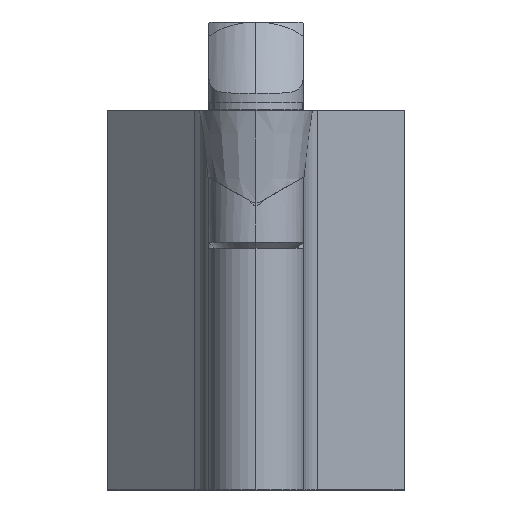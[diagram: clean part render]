
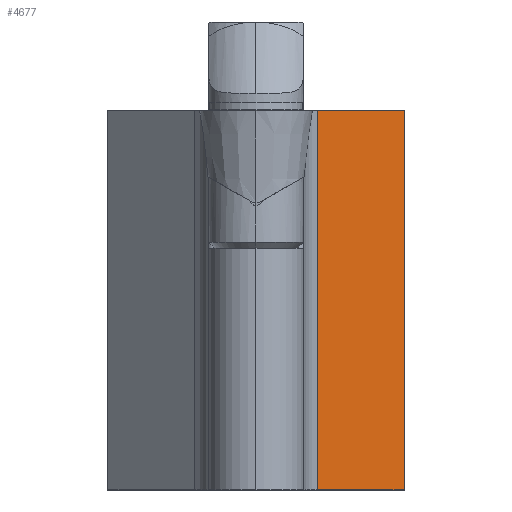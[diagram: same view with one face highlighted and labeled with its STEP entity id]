
A CAD part, left-side view. The second image highlights one B-rep face of the part: STEP entity #4677.
In plain terms, the highlighted planar face has unit normal (-0.707, -0.707, 0).
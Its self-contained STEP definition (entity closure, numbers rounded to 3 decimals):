
#707 = AXIS2_PLACEMENT_3D ( 'NONE', #3682, #8921, #7381 ) ;
#830 = CARTESIAN_POINT ( 'NONE',  ( 30.172, -5.172, 219.478 ) ) ;
#938 = VECTOR ( 'NONE', #8532, 1000. ) ;
#983 = CARTESIAN_POINT ( 'NONE',  ( 12.5, 12.5, 0. ) ) ;
#1187 = LINE ( 'NONE', #4917, #938 ) ;
#1293 = CARTESIAN_POINT ( 'NONE',  ( 12.5, 12.5, -32. ) ) ;
#2214 = VECTOR ( 'NONE', #4210, 1000. ) ;
#2638 = CARTESIAN_POINT ( 'NONE',  ( 37.5, -12.5, -32. ) ) ;
#3299 = CARTESIAN_POINT ( 'NONE',  ( 37.5, -12.5, 0. ) ) ;
#3320 = VECTOR ( 'NONE', #5963, 1000. ) ;
#3382 = EDGE_CURVE ( 'NONE', #8597, #9127, #6230, .T. ) ;
#3581 = VERTEX_POINT ( 'NONE', #3918 ) ;
#3682 = CARTESIAN_POINT ( 'NONE',  ( 30.172, -5.172, 219.478 ) ) ;
#3774 = ORIENTED_EDGE ( 'NONE', *, *, #5397, .F. ) ;
#3918 = CARTESIAN_POINT ( 'NONE',  ( 30.172, -5.172, -32. ) ) ;
#4210 = DIRECTION ( 'NONE',  ( -0.707, 0.707, 0. ) ) ;
#4242 = FACE_OUTER_BOUND ( 'NONE', #9607, .T. ) ;
#4606 = CARTESIAN_POINT ( 'NONE',  ( 30.172, -5.172, 0. ) ) ;
#4677 = ADVANCED_FACE ( 'NONE', ( #4242 ), #8125, .T. ) ;
#4917 = CARTESIAN_POINT ( 'NONE',  ( 37.5, -12.5, 219.478 ) ) ;
#4991 = VERTEX_POINT ( 'NONE', #2638 ) ;
#5023 = LINE ( 'NONE', #1293, #2214 ) ;
#5348 = VECTOR ( 'NONE', #9006, 1000. ) ;
#5397 = EDGE_CURVE ( 'NONE', #4991, #3581, #5023, .T. ) ;
#5686 = ORIENTED_EDGE ( 'NONE', *, *, #7341, .F. ) ;
#5963 = DIRECTION ( 'NONE',  ( -0.707, 0.707, 0. ) ) ;
#6230 = LINE ( 'NONE', #983, #3320 ) ;
#6878 = ORIENTED_EDGE ( 'NONE', *, *, #7832, .T. ) ;
#7322 = LINE ( 'NONE', #830, #5348 ) ;
#7341 = EDGE_CURVE ( 'NONE', #8597, #4991, #1187, .T. ) ;
#7381 = DIRECTION ( 'NONE',  ( 0.707, -0.707, 0. ) ) ;
#7497 = ORIENTED_EDGE ( 'NONE', *, *, #3382, .T. ) ;
#7832 = EDGE_CURVE ( 'NONE', #9127, #3581, #7322, .T. ) ;
#8125 = PLANE ( 'NONE',  #707 ) ;
#8532 = DIRECTION ( 'NONE',  ( 0., 0., -1. ) ) ;
#8597 = VERTEX_POINT ( 'NONE', #3299 ) ;
#8921 = DIRECTION ( 'NONE',  ( -0.707, -0.707, 0. ) ) ;
#9006 = DIRECTION ( 'NONE',  ( 0., 0., -1. ) ) ;
#9127 = VERTEX_POINT ( 'NONE', #4606 ) ;
#9607 = EDGE_LOOP ( 'NONE', ( #3774, #5686, #7497, #6878 ) ) ;
